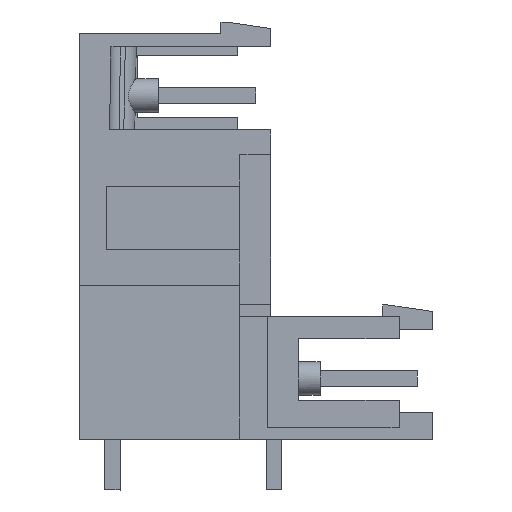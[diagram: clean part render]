
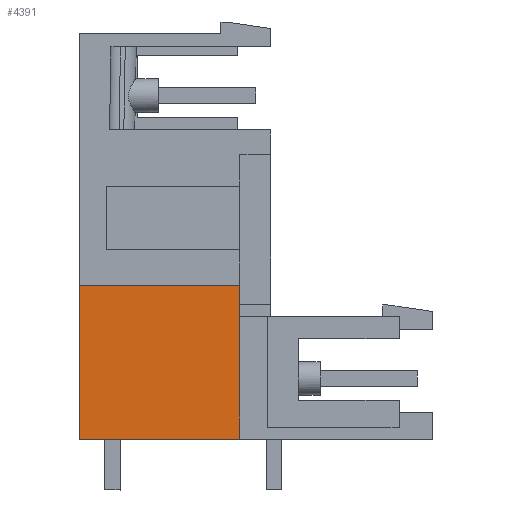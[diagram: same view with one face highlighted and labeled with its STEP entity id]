
A CAD part, left-side view. The second image highlights one B-rep face of the part: STEP entity #4391.
In plain terms, the highlighted planar face has unit normal (-1, 0, 0).
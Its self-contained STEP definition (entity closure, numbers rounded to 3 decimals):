
#4371=AXIS2_PLACEMENT_3D('Plane Axis2P3D',#4368,#4369,#4370) ;
#1966=CARTESIAN_POINT('Vertex',(1.54,12.1,3.2)) ;
#1969=CARTESIAN_POINT('Line Origine',(1.54,17.13,3.2)) ;
#1973=CARTESIAN_POINT('Vertex',(1.54,22.16,3.2)) ;
#4347=CARTESIAN_POINT('Line Origine',(1.54,22.16,8.025)) ;
#4351=CARTESIAN_POINT('Vertex',(1.54,22.16,12.85)) ;
#4368=CARTESIAN_POINT('Axis2P3D Location',(1.54,12.1,3.2)) ;
#4373=CARTESIAN_POINT('Line Origine',(1.54,12.1,8.025)) ;
#4377=CARTESIAN_POINT('Vertex',(1.54,12.1,12.85)) ;
#4380=CARTESIAN_POINT('Line Origine',(1.54,17.13,12.85)) ;
#1970=DIRECTION('Vector Direction',(0.,1.,0.)) ;
#4348=DIRECTION('Vector Direction',(0.,0.,1.)) ;
#4369=DIRECTION('Axis2P3D Direction',(-1.,0.,0.)) ;
#4370=DIRECTION('Axis2P3D XDirection',(0.,0.,1.)) ;
#4374=DIRECTION('Vector Direction',(0.,0.,1.)) ;
#4381=DIRECTION('Vector Direction',(0.,1.,0.)) ;
#1971=VECTOR('Line Direction',#1970,1.) ;
#4349=VECTOR('Line Direction',#4348,1.) ;
#4375=VECTOR('Line Direction',#4374,1.) ;
#4382=VECTOR('Line Direction',#4381,1.) ;
#4386=ORIENTED_EDGE('',*,*,#1975,.F.) ;
#4387=ORIENTED_EDGE('',*,*,#4379,.T.) ;
#4388=ORIENTED_EDGE('',*,*,#4384,.T.) ;
#4389=ORIENTED_EDGE('',*,*,#4353,.F.) ;
#4391=ADVANCED_FACE('HOUSING',(#4390),#4372,.T.) ;
#1975=EDGE_CURVE('',#1967,#1974,#1972,.T.) ;
#4353=EDGE_CURVE('',#1974,#4352,#4350,.T.) ;
#4379=EDGE_CURVE('',#1967,#4378,#4376,.T.) ;
#4384=EDGE_CURVE('',#4378,#4352,#4383,.T.) ;
#4385=EDGE_LOOP('',(#4386,#4387,#4388,#4389)) ;
#4390=FACE_OUTER_BOUND('',#4385,.T.) ;
#1972=LINE('Line',#1969,#1971) ;
#4350=LINE('Line',#4347,#4349) ;
#4376=LINE('Line',#4373,#4375) ;
#4383=LINE('Line',#4380,#4382) ;
#4372=PLANE('',#4371) ;
#1967=VERTEX_POINT('',#1966) ;
#1974=VERTEX_POINT('',#1973) ;
#4352=VERTEX_POINT('',#4351) ;
#4378=VERTEX_POINT('',#4377) ;
